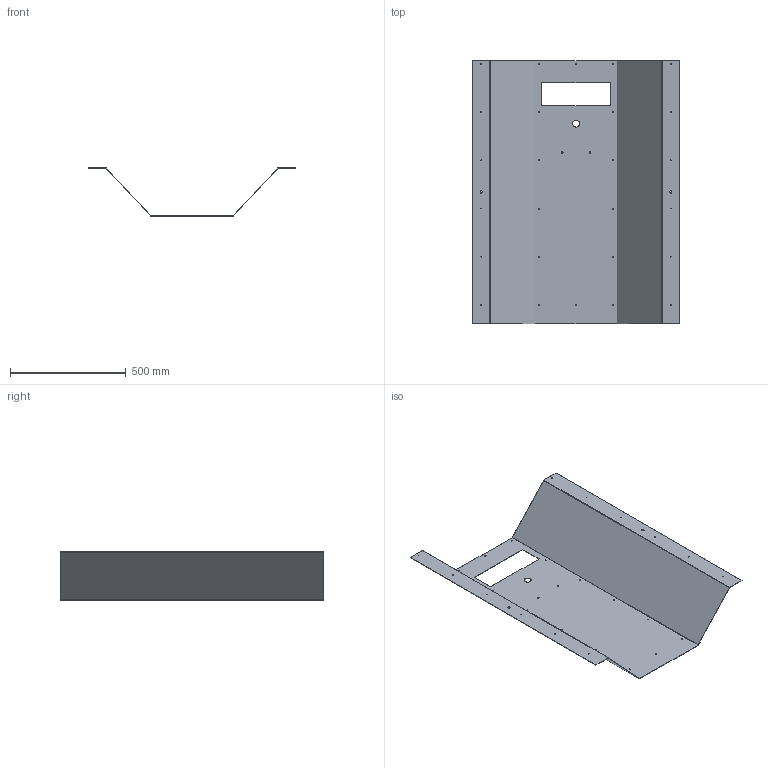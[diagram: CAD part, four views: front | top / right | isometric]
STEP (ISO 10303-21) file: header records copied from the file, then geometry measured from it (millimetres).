
FILE_DESCRIPTION (( 'STEP AP203' ), '1' );
FILE_NAME ('ïåðåäíÿÿ.STEP', '2017-05-09T14:03:48', ( '' ), ( '' ), 'SwSTEP 2.0', 'SolidWorks 2016', '' );
FILE_SCHEMA (( 'CONFIG_CONTROL_DESIGN' ));
Length unit declared in the file: millimetre
Products named in the file (1): ïåðåäíÿÿ
Bounding box: 891.01 x 1135 x 208.97 mm (x, y, z)
Volume: 2368787.2 mm3; surface area: 2380330.8 mm2
Topology: 1 solids, 1 shells, 104 faces, 274 edges, 172 vertices
Faces by surface type: cylinder 70, plane 34
Entity records: 3447 total; most frequent: DIRECTION 624, CARTESIAN_POINT 551, ORIENTED_EDGE 548, EDGE_CURVE 274, AXIS2_PLACEMENT_3D 245, VERTEX_POINT 172, EDGE_LOOP 168, CIRCLE 140
